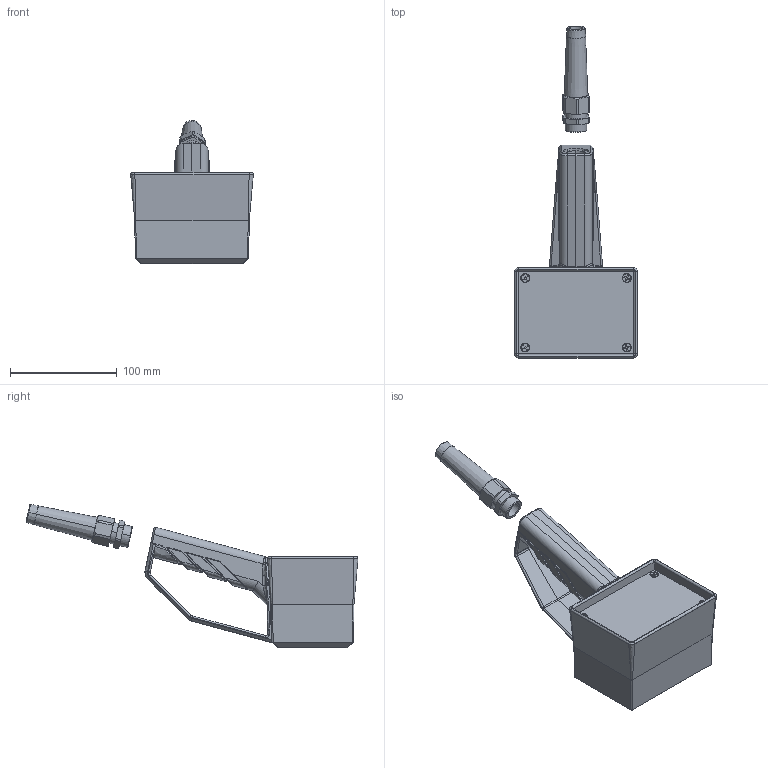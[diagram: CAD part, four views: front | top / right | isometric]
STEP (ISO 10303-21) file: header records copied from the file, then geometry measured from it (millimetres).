
FILE_DESCRIPTION (( 'STEP AP214' ), '1' );
FILE_NAME ('29212000.STEP', '2014-07-29T11:30:13', ( '' ), ( '' ), 'SwSTEP 2.0', 'SolidWorks 2013', '' );
FILE_SCHEMA (( 'AUTOMOTIVE_DESIGN' ));
Length unit declared in the file: millimetre
Products named in the file (10): 82138; 21347; 21349_Bearbeitung Pilot 120 nach Zeichng. 29-2-213480-01-0; 29212000; 08100120; 93253; 95167; 82135; 21354; 82151
Assembly tree (12 placements, depth 2):
  29212000
    21349_Bearbeitung Pilot 120 nach Zeichng. 29-2-213480-01-0
    21347
    82138
    82151
    21354
    82135
    95167
    93253  x4
    08100120
Bounding box: 114.67 x 310.38 x 133.89 mm (x, y, z)
Volume: 313023.7 mm3; surface area: 172255.1 mm2
Topology: 12 solids, 12 shells, 934 faces, 2347 edges, 1465 vertices
Faces by surface type: plane 345, cylinder 275, bspline 168, cone 118, torus 16, sphere 12
Entity records: 32446 total; most frequent: CARTESIAN_POINT 13225, ORIENTED_EDGE 4294, DIRECTION 3437, EDGE_CURVE 2147, VERTEX_POINT 1345, AXIS2_PLACEMENT_3D 1239, LINE 959, VECTOR 959
